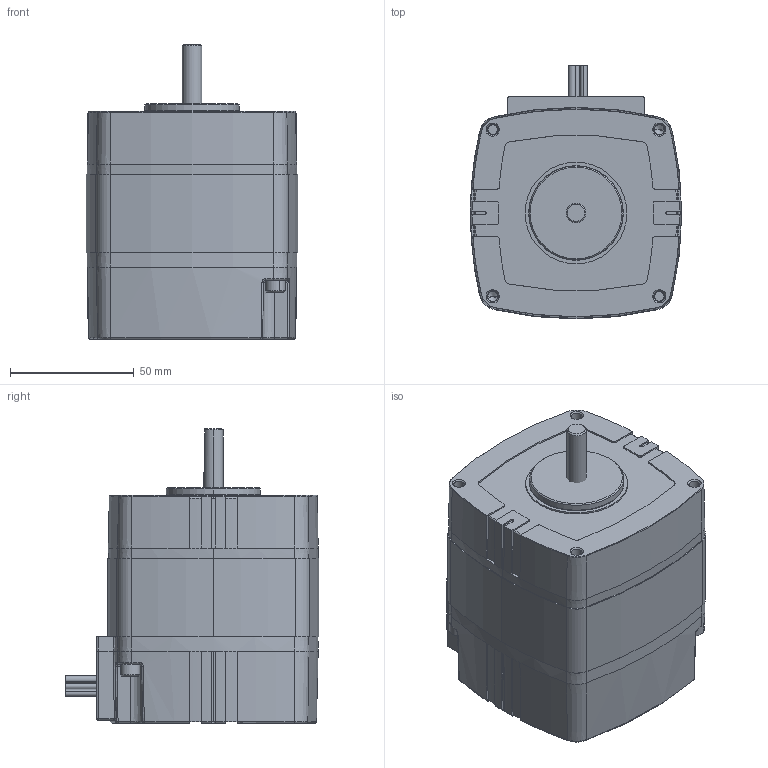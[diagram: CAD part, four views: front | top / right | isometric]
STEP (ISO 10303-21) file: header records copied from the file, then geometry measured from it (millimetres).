
FILE_DESCRIPTION (( 'STEP AP203' ), '1' );
FILE_NAME ('INFM0121.STEP', '2013-05-15T19:19:43', ( 'Admin' ), ( 'Bodine Electric Company' ), 'SwSTEP 2.0', 'SolidWorks 2012', '' );
FILE_SCHEMA (( 'CONFIG_CONTROL_DESIGN' ));
Length unit declared in the file: inch
Products named in the file (1): INFM0121
Bounding box: 85.5 x 102.69 x 119.13 mm (x, y, z)
Volume: 619401.9 mm3; surface area: 78415 mm2
Topology: 11 solids, 11 shells, 492 faces, 1195 edges, 727 vertices
Faces by surface type: cone 138, plane 138, cylinder 112, torus 64, bspline 34, sphere 6
Entity records: 15714 total; most frequent: CARTESIAN_POINT 4325, DIRECTION 2443, ORIENTED_EDGE 2362, EDGE_CURVE 1181, AXIS2_PLACEMENT_3D 1017, VERTEX_POINT 727, CIRCLE 558, EDGE_LOOP 518
